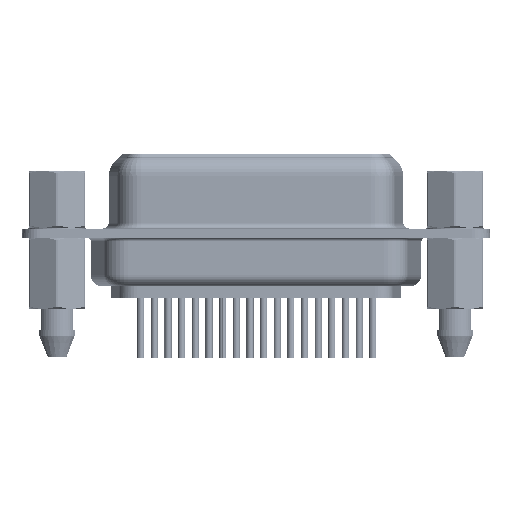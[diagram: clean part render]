
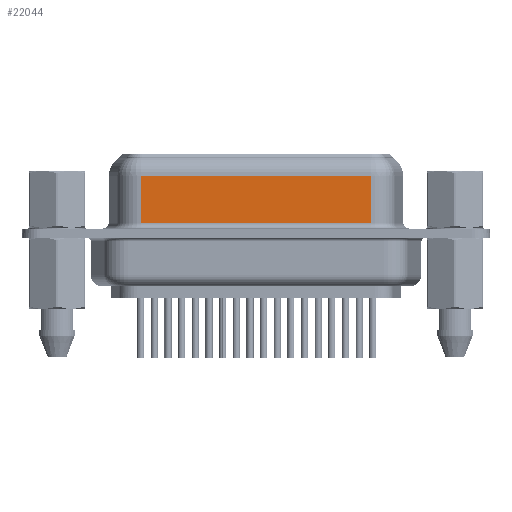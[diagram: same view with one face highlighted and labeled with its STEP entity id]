
A CAD part, front view. The second image highlights one B-rep face of the part: STEP entity #22044.
In plain terms, the highlighted planar face has unit normal (0, -1, 0).
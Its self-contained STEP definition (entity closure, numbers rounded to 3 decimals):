
#871 = VERTEX_POINT ( 'NONE', #36237 ) ;
#2029 = EDGE_LOOP ( 'NONE', ( #34000, #17234, #34959, #3362 ) ) ;
#3362 = ORIENTED_EDGE ( 'NONE', *, *, #6056, .T. ) ;
#3679 = DIRECTION ( 'NONE',  ( -1., 0., 0. ) ) ;
#3882 = EDGE_CURVE ( 'NONE', #871, #32562, #33809, .T. ) ;
#4268 = VERTEX_POINT ( 'NONE', #37290 ) ;
#5045 = CARTESIAN_POINT ( 'NONE',  ( 26.297, -3.95, 6.55 ) ) ;
#6006 = VECTOR ( 'NONE', #3679, 1000. ) ;
#6056 = EDGE_CURVE ( 'NONE', #24222, #4268, #29287, .T. ) ;
#6450 = EDGE_CURVE ( 'NONE', #871, #4268, #13991, .T. ) ;
#8071 = DIRECTION ( 'NONE',  ( 1., 0., 0. ) ) ;
#10347 = CARTESIAN_POINT ( 'NONE',  ( 7.023, -3.95, 4.8 ) ) ;
#13750 = VECTOR ( 'NONE', #38177, 1000. ) ;
#13991 = LINE ( 'NONE', #5045, #13750 ) ;
#16159 = FACE_OUTER_BOUND ( 'NONE', #2029, .T. ) ;
#16623 = EDGE_CURVE ( 'NONE', #32562, #24222, #28191, .T. ) ;
#17234 = ORIENTED_EDGE ( 'NONE', *, *, #3882, .T. ) ;
#19923 = CARTESIAN_POINT ( 'NONE',  ( 26.297, -3.95, 6.55 ) ) ;
#20013 = DIRECTION ( 'NONE',  ( 0., 0., -1. ) ) ;
#22044 = ADVANCED_FACE ( 'NONE', ( #16159 ), #37379, .F. ) ;
#23389 = VECTOR ( 'NONE', #20013, 1000. ) ;
#24222 = VERTEX_POINT ( 'NONE', #33435 ) ;
#25469 = DIRECTION ( 'NONE',  ( 0., 1., 0. ) ) ;
#25957 = CARTESIAN_POINT ( 'NONE',  ( 7.023, -3.95, 6.55 ) ) ;
#28191 = LINE ( 'NONE', #25957, #23389 ) ;
#29287 = LINE ( 'NONE', #31681, #36522 ) ;
#30843 = CARTESIAN_POINT ( 'NONE',  ( 26.297, -3.95, 4.8 ) ) ;
#31681 = CARTESIAN_POINT ( 'NONE',  ( 26.297, -3.95, 0.9 ) ) ;
#32562 = VERTEX_POINT ( 'NONE', #10347 ) ;
#33435 = CARTESIAN_POINT ( 'NONE',  ( 7.023, -3.95, 0.9 ) ) ;
#33809 = LINE ( 'NONE', #30843, #6006 ) ;
#34000 = ORIENTED_EDGE ( 'NONE', *, *, #6450, .F. ) ;
#34959 = ORIENTED_EDGE ( 'NONE', *, *, #16623, .T. ) ;
#34976 = DIRECTION ( 'NONE',  ( 0., 0., 1. ) ) ;
#36237 = CARTESIAN_POINT ( 'NONE',  ( 26.297, -3.95, 4.8 ) ) ;
#36522 = VECTOR ( 'NONE', #8071, 1000. ) ;
#37290 = CARTESIAN_POINT ( 'NONE',  ( 26.297, -3.95, 0.9 ) ) ;
#37379 = PLANE ( 'NONE',  #38829 ) ;
#38177 = DIRECTION ( 'NONE',  ( 0., 0., -1. ) ) ;
#38829 = AXIS2_PLACEMENT_3D ( 'NONE', #19923, #25469, #34976 ) ;
